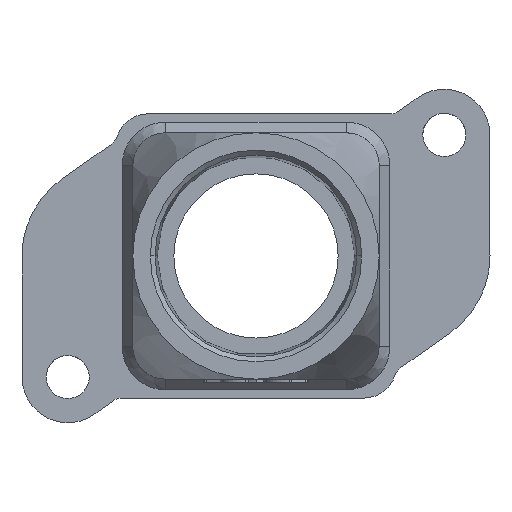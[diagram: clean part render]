
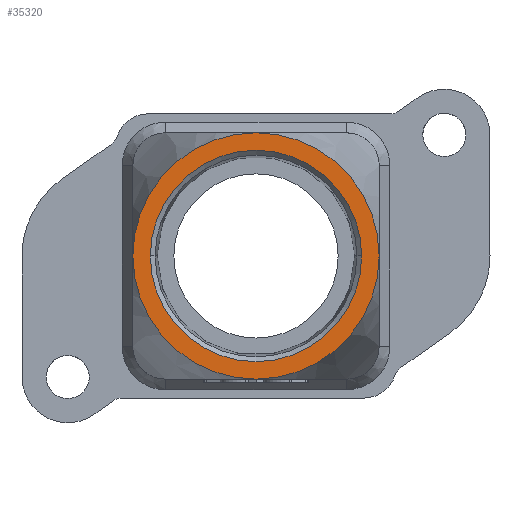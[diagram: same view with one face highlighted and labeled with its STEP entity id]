
A CAD part, front view. The second image highlights one B-rep face of the part: STEP entity #35320.
In plain terms, the highlighted face is planar.
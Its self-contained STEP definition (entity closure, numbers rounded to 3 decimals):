
#5310=CARTESIAN_POINT('',(42.466,28.359,57.8));
#5320=VERTEX_POINT('',#5310);
#8390=CARTESIAN_POINT('',(30.466,40.359,57.8));
#8400=VERTEX_POINT('',#8390);
#11290=CARTESIAN_POINT('',(42.466,52.359,57.8));
#11300=VERTEX_POINT('',#11290);
#11330=CARTESIAN_POINT('',(42.466,40.359,57.8));
#11340=DIRECTION('',(0.,0.,-1.));
#11350=DIRECTION('',(0.,1.,0.));
#11360=AXIS2_PLACEMENT_3D('',#11330,#11340,#11350);
#11370=CIRCLE('',#11360,12.);
#11380=EDGE_CURVE('',#8400,#11300,#11370,.T.);
#17570=CARTESIAN_POINT('',(52.766,40.359,57.8));
#17580=VERTEX_POINT('',#17570);
#17610=CARTESIAN_POINT('',(42.466,40.359,57.8));
#17620=DIRECTION('',(0.,0.,1.));
#17630=DIRECTION('',(1.,0.,0.));
#17640=AXIS2_PLACEMENT_3D('',#17610,#17620,#17630);
#17650=CIRCLE('',#17640,10.3);
#17660=CARTESIAN_POINT('',(32.166,40.359,57.8));
#17670=VERTEX_POINT('',#17660);
#17680=EDGE_CURVE('',#17670,#17580,#17650,.T.);
#35110=CARTESIAN_POINT('',(0.,0.,57.8))
;
#35120=DIRECTION('',(0.,0.,1.));
#35130=DIRECTION('',(1.,0.,0.));
#35140=AXIS2_PLACEMENT_3D('',#35110,#35120,#35130);
#35150=PLANE('',#35140);
#35160=ORIENTED_EDGE('',*,*,#17680,.F.);
#35170=EDGE_CURVE('',#17580,#17670,#17650,.T.);
#35180=ORIENTED_EDGE('',*,*,#35170,.F.);
#35190=EDGE_LOOP('',(#35180,#35160));
#35200=FACE_BOUND('',#35190,.T.);
#35210=CARTESIAN_POINT('',(54.466,40.359,57.8));
#35220=VERTEX_POINT('',#35210);
#35230=EDGE_CURVE('',#11300,#35220,#11370,.T.);
#35240=ORIENTED_EDGE('',*,*,#35230,.F.);
#35250=EDGE_CURVE('',#35220,#5320,#11370,.T.);
#35260=ORIENTED_EDGE('',*,*,#35250,.F.);
#35270=EDGE_CURVE('',#5320,#8400,#11370,.T.);
#35280=ORIENTED_EDGE('',*,*,#35270,.F.);
#35290=ORIENTED_EDGE('',*,*,#11380,.F.);
#35300=EDGE_LOOP('',(#35290,#35280,#35260,#35240));
#35310=FACE_OUTER_BOUND('',#35300,.T.);
#35320=ADVANCED_FACE('',(#35200,#35310),#35150,.T.);
